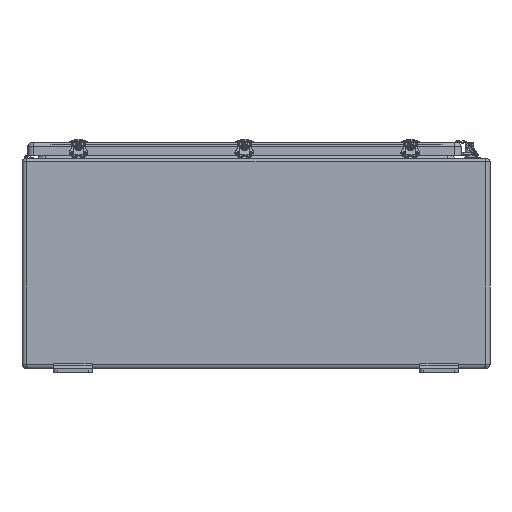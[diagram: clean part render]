
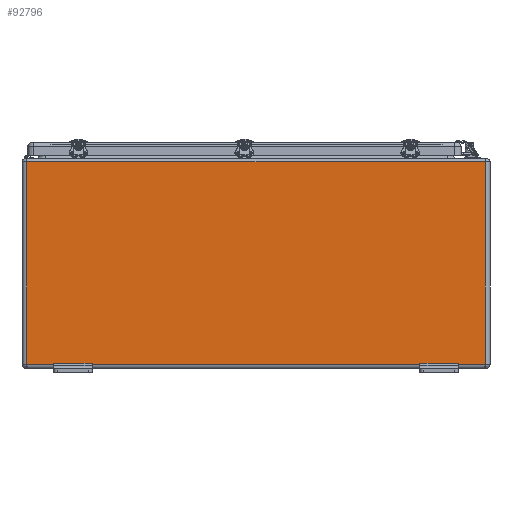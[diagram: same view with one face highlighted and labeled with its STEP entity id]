
A CAD part, front view. The second image highlights one B-rep face of the part: STEP entity #92796.
In plain terms, the highlighted planar face has unit normal (0, -1, 0).
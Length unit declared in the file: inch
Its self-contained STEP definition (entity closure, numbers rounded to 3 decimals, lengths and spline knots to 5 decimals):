
#1155 = DIRECTION ( 'NONE',  ( 0., 0., -1. ) ) ;
#3883 = VERTEX_POINT ( 'NONE', #163140 ) ;
#5135 = DIRECTION ( 'NONE',  ( 0., 0., -1. ) ) ;
#5799 = VECTOR ( 'NONE', #126150, 39.37008 ) ;
#6045 = DIRECTION ( 'NONE',  ( 1., 0., 0. ) ) ;
#6225 = LINE ( 'NONE', #150778, #22431 ) ;
#8673 = CARTESIAN_POINT ( 'NONE',  ( 18., -30.5, -0.625 ) ) ;
#9977 = VECTOR ( 'NONE', #52854, 39.37008 ) ;
#10944 = LINE ( 'NONE', #119339, #144630 ) ;
#12004 = VECTOR ( 'NONE', #73538, 39.37008 ) ;
#16328 = EDGE_CURVE ( 'NONE', #41859, #155825, #57377, .T. ) ;
#17458 = EDGE_CURVE ( 'NONE', #155825, #3883, #6225, .T. ) ;
#18301 = VECTOR ( 'NONE', #130856, 39.37008 ) ;
#21525 = CARTESIAN_POINT ( 'NONE',  ( -15.875, -30.5, -1. ) ) ;
#21967 = ORIENTED_EDGE ( 'NONE', *, *, #88312, .F. ) ;
#22431 = VECTOR ( 'NONE', #136566, 39.37008 ) ;
#25400 = DIRECTION ( 'NONE',  ( 0., 0., 1. ) ) ;
#25948 = CARTESIAN_POINT ( 'NONE',  ( 18., -30.5, 0. ) ) ;
#30131 = VERTEX_POINT ( 'NONE', #152893 ) ;
#30340 = LINE ( 'NONE', #92980, #18301 ) ;
#34254 = CARTESIAN_POINT ( 'NONE',  ( -18.375, -30.5, -0.562 ) ) ;
#35507 = CARTESIAN_POINT ( 'NONE',  ( -9.1875, -30.5, -0.625 ) ) ;
#36146 = VECTOR ( 'NONE', #138122, 39.37008 ) ;
#37838 = ORIENTED_EDGE ( 'NONE', *, *, #99300, .F. ) ;
#41859 = VERTEX_POINT ( 'NONE', #61622 ) ;
#44281 = LINE ( 'NONE', #131518, #9977 ) ;
#45486 = EDGE_CURVE ( 'NONE', #102136, #48872, #70674, .T. ) ;
#48609 = EDGE_CURVE ( 'NONE', #3883, #136717, #164871, .T. ) ;
#48872 = VERTEX_POINT ( 'NONE', #98454 ) ;
#49825 = CARTESIAN_POINT ( 'NONE',  ( 12.875, -30.5, -0.625 ) ) ;
#51184 = DIRECTION ( 'NONE',  ( 0., -1., 0. ) ) ;
#51849 = ORIENTED_EDGE ( 'NONE', *, *, #16328, .F. ) ;
#52854 = DIRECTION ( 'NONE',  ( -1., 0., 0. ) ) ;
#53797 = EDGE_CURVE ( 'NONE', #95729, #30131, #117341, .T. ) ;
#57377 = LINE ( 'NONE', #108619, #89902 ) ;
#61083 = VECTOR ( 'NONE', #137350, 39.37008 ) ;
#61622 = CARTESIAN_POINT ( 'NONE',  ( 12.875, -30.5, -0.562 ) ) ;
#62339 = ORIENTED_EDGE ( 'NONE', *, *, #138658, .F. ) ;
#64118 = VERTEX_POINT ( 'NONE', #70824 ) ;
#66153 = VERTEX_POINT ( 'NONE', #105338 ) ;
#69081 = ORIENTED_EDGE ( 'NONE', *, *, #48609, .F. ) ;
#69528 = VECTOR ( 'NONE', #6045, 39.37008 ) ;
#70674 = LINE ( 'NONE', #21525, #36146 ) ;
#70824 = CARTESIAN_POINT ( 'NONE',  ( 15.875, -30.5, -0.562 ) ) ;
#73538 = DIRECTION ( 'NONE',  ( -1., 0., 0. ) ) ;
#79508 = VECTOR ( 'NONE', #25400, 39.37008 ) ;
#81121 = FACE_OUTER_BOUND ( 'NONE', #103690, .T. ) ;
#85176 = CARTESIAN_POINT ( 'NONE',  ( -18.375, -30.5, -0.562 ) ) ;
#86301 = ORIENTED_EDGE ( 'NONE', *, *, #149632, .T. ) ;
#86370 = CARTESIAN_POINT ( 'NONE',  ( 18., -30.5, 15.275 ) ) ;
#88312 = EDGE_CURVE ( 'NONE', #132613, #64118, #30340, .T. ) ;
#89902 = VECTOR ( 'NONE', #5135, 39.37008 ) ;
#90224 = ORIENTED_EDGE ( 'NONE', *, *, #17458, .F. ) ;
#92796 = ADVANCED_FACE ( 'NONE', ( #81121 ), #164919, .T. ) ;
#92980 = CARTESIAN_POINT ( 'NONE',  ( 15.875, -30.5, -1. ) ) ;
#95729 = VERTEX_POINT ( 'NONE', #86370 ) ;
#98214 = ORIENTED_EDGE ( 'NONE', *, *, #119915, .T. ) ;
#98454 = CARTESIAN_POINT ( 'NONE',  ( -15.875, -30.5, -0.625 ) ) ;
#99300 = EDGE_CURVE ( 'NONE', #48872, #66153, #115025, .T. ) ;
#101348 = CARTESIAN_POINT ( 'NONE',  ( -12.875, -30.5, -1. ) ) ;
#102136 = VERTEX_POINT ( 'NONE', #162497 ) ;
#103684 = LINE ( 'NONE', #34254, #61083 ) ;
#103690 = EDGE_LOOP ( 'NONE', ( #124894, #86301, #69081, #90224, #51849, #98214, #21967, #62339, #161614, #134886, #145034, #37838 ) ) ;
#105338 = CARTESIAN_POINT ( 'NONE',  ( -18., -30.5, -0.625 ) ) ;
#108619 = CARTESIAN_POINT ( 'NONE',  ( 12.875, -30.5, -1. ) ) ;
#110178 = VECTOR ( 'NONE', #165298, 39.37008 ) ;
#115025 = LINE ( 'NONE', #35507, #5799 ) ;
#117341 = LINE ( 'NONE', #151184, #12004 ) ;
#118095 = CARTESIAN_POINT ( 'NONE',  ( 15.875, -30.5, -0.625 ) ) ;
#118268 = CARTESIAN_POINT ( 'NONE',  ( -12.875, -30.5, -0.562 ) ) ;
#119339 = CARTESIAN_POINT ( 'NONE',  ( -18., -30.5, 0. ) ) ;
#119915 = EDGE_CURVE ( 'NONE', #41859, #64118, #120226, .T. ) ;
#120226 = LINE ( 'NONE', #85176, #69528 ) ;
#122167 = LINE ( 'NONE', #25948, #79508 ) ;
#124894 = ORIENTED_EDGE ( 'NONE', *, *, #45486, .F. ) ;
#125939 = EDGE_CURVE ( 'NONE', #30131, #66153, #10944, .T. ) ;
#126150 = DIRECTION ( 'NONE',  ( -1., 0., 0. ) ) ;
#130856 = DIRECTION ( 'NONE',  ( 0., 0., 1. ) ) ;
#131518 = CARTESIAN_POINT ( 'NONE',  ( -9.1875, -30.5, -0.625 ) ) ;
#132613 = VERTEX_POINT ( 'NONE', #118095 ) ;
#134886 = ORIENTED_EDGE ( 'NONE', *, *, #53797, .T. ) ;
#136566 = DIRECTION ( 'NONE',  ( -1., 0., 0. ) ) ;
#136717 = VERTEX_POINT ( 'NONE', #118268 ) ;
#137350 = DIRECTION ( 'NONE',  ( 1., 0., 0. ) ) ;
#138122 = DIRECTION ( 'NONE',  ( 0., 0., -1. ) ) ;
#138658 = EDGE_CURVE ( 'NONE', #164808, #132613, #44281, .T. ) ;
#144630 = VECTOR ( 'NONE', #1155, 39.37008 ) ;
#145034 = ORIENTED_EDGE ( 'NONE', *, *, #125939, .T. ) ;
#145135 = EDGE_CURVE ( 'NONE', #164808, #95729, #122167, .T. ) ;
#146401 = CARTESIAN_POINT ( 'NONE',  ( -18.375, -30.5, 0. ) ) ;
#149632 = EDGE_CURVE ( 'NONE', #102136, #136717, #103684, .T. ) ;
#150778 = CARTESIAN_POINT ( 'NONE',  ( -9.1875, -30.5, -0.625 ) ) ;
#151184 = CARTESIAN_POINT ( 'NONE',  ( -18.375, -30.5, 15.275 ) ) ;
#152893 = CARTESIAN_POINT ( 'NONE',  ( -18., -30.5, 15.275 ) ) ;
#155825 = VERTEX_POINT ( 'NONE', #49825 ) ;
#158272 = DIRECTION ( 'NONE',  ( 0., 0., -1. ) ) ;
#158798 = AXIS2_PLACEMENT_3D ( 'NONE', #146401, #51184, #158272 ) ;
#161614 = ORIENTED_EDGE ( 'NONE', *, *, #145135, .T. ) ;
#162497 = CARTESIAN_POINT ( 'NONE',  ( -15.875, -30.5, -0.562 ) ) ;
#163140 = CARTESIAN_POINT ( 'NONE',  ( -12.875, -30.5, -0.625 ) ) ;
#164808 = VERTEX_POINT ( 'NONE', #8673 ) ;
#164871 = LINE ( 'NONE', #101348, #110178 ) ;
#164919 = PLANE ( 'NONE',  #158798 ) ;
#165298 = DIRECTION ( 'NONE',  ( 0., 0., 1. ) ) ;
